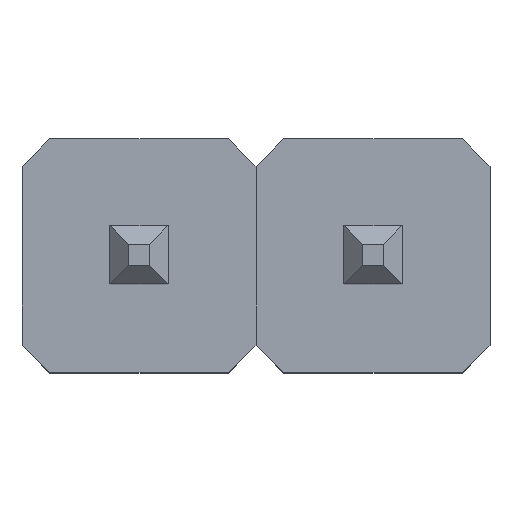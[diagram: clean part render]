
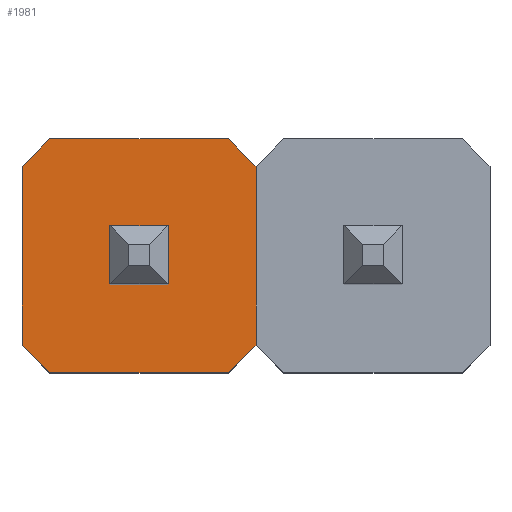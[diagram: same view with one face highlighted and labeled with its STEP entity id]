
A CAD part, top view. The second image highlights one B-rep face of the part: STEP entity #1981.
In plain terms, the highlighted planar face has unit normal (0, 0, 1).
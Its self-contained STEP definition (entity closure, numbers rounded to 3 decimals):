
#1590 = PLANE('',#1591);
#1591 = AXIS2_PLACEMENT_3D('',#1592,#1593,#1594);
#1592 = CARTESIAN_POINT('',(-1.27,1.27,3.7));
#1593 = DIRECTION('',(0.,1.,0.));
#1594 = DIRECTION('',(1.,0.,0.));
#1615 = VERTEX_POINT('',#1616);
#1616 = CARTESIAN_POINT('',(-0.97,1.27,6.2));
#1630 = PLANE('',#1631);
#1631 = AXIS2_PLACEMENT_3D('',#1632,#1633,#1634);
#1632 = CARTESIAN_POINT('',(-1.12,1.12,3.7));
#1633 = DIRECTION('',(-0.707,0.707,0.));
#1634 = DIRECTION('',(-0.,-0.,-1.));
#1642 = EDGE_CURVE('',#1615,#1643,#1645,.T.);
#1643 = VERTEX_POINT('',#1644);
#1644 = CARTESIAN_POINT('',(0.97,1.27,6.2));
#1645 = SURFACE_CURVE('',#1646,(#1650,#1657),.PCURVE_S1.);
#1646 = LINE('',#1647,#1648);
#1647 = CARTESIAN_POINT('',(-1.27,1.27,6.2));
#1648 = VECTOR('',#1649,1.);
#1649 = DIRECTION('',(1.,0.,0.));
#1650 = PCURVE('',#1590,#1651);
#1651 = DEFINITIONAL_REPRESENTATION('',(#1652),#1656);
#1652 = LINE('',#1653,#1654);
#1653 = CARTESIAN_POINT('',(0.,-2.5));
#1654 = VECTOR('',#1655,1.);
#1655 = DIRECTION('',(1.,0.));
#1656 = ( GEOMETRIC_REPRESENTATION_CONTEXT(2) 
PARAMETRIC_REPRESENTATION_CONTEXT() REPRESENTATION_CONTEXT('2D SPACE',''
  ) );
#1657 = PCURVE('',#1658,#1663);
#1658 = PLANE('',#1659);
#1659 = AXIS2_PLACEMENT_3D('',#1660,#1661,#1662);
#1660 = CARTESIAN_POINT('',(-1.27,1.27,6.2));
#1661 = DIRECTION('',(0.,0.,1.));
#1662 = DIRECTION('',(1.,0.,0.));
#1663 = DEFINITIONAL_REPRESENTATION('',(#1664),#1668);
#1664 = LINE('',#1665,#1666);
#1665 = CARTESIAN_POINT('',(0.,0.));
#1666 = VECTOR('',#1667,1.);
#1667 = DIRECTION('',(1.,0.));
#1668 = ( GEOMETRIC_REPRESENTATION_CONTEXT(2) 
PARAMETRIC_REPRESENTATION_CONTEXT() REPRESENTATION_CONTEXT('2D SPACE',''
  ) );
#1684 = PLANE('',#1685);
#1685 = AXIS2_PLACEMENT_3D('',#1686,#1687,#1688);
#1686 = CARTESIAN_POINT('',(1.12,1.12,3.7));
#1687 = DIRECTION('',(0.707,0.707,0.));
#1688 = DIRECTION('',(0.,0.,1.));
#1739 = PLANE('',#1740);
#1740 = AXIS2_PLACEMENT_3D('',#1741,#1742,#1743);
#1741 = CARTESIAN_POINT('',(-1.27,-1.27,3.7));
#1742 = DIRECTION('',(-1.,0.,0.));
#1743 = DIRECTION('',(0.,1.,0.));
#1767 = PLANE('',#1768);
#1768 = AXIS2_PLACEMENT_3D('',#1769,#1770,#1771);
#1769 = CARTESIAN_POINT('',(-1.12,-1.12,3.7));
#1770 = DIRECTION('',(-0.707,-0.707,0.));
#1771 = DIRECTION('',(0.,0.,1.));
#1795 = PLANE('',#1796);
#1796 = AXIS2_PLACEMENT_3D('',#1797,#1798,#1799);
#1797 = CARTESIAN_POINT('',(1.27,-1.27,3.7));
#1798 = DIRECTION('',(0.,-1.,0.));
#1799 = DIRECTION('',(-1.,0.,0.));
#1823 = PLANE('',#1824);
#1824 = AXIS2_PLACEMENT_3D('',#1825,#1826,#1827);
#1825 = CARTESIAN_POINT('',(1.12,-1.12,3.7));
#1826 = DIRECTION('',(0.707,-0.707,0.));
#1827 = DIRECTION('',(0.,0.,1.));
#1851 = PLANE('',#1852);
#1852 = AXIS2_PLACEMENT_3D('',#1853,#1854,#1855);
#1853 = CARTESIAN_POINT('',(1.27,1.27,3.7));
#1854 = DIRECTION('',(1.,0.,0.));
#1855 = DIRECTION('',(0.,-1.,0.));
#1889 = EDGE_CURVE('',#1615,#1890,#1892,.T.);
#1890 = VERTEX_POINT('',#1891);
#1891 = CARTESIAN_POINT('',(-1.27,0.97,6.2));
#1892 = SURFACE_CURVE('',#1893,(#1897,#1904),.PCURVE_S1.);
#1893 = LINE('',#1894,#1895);
#1894 = CARTESIAN_POINT('',(-1.12,1.12,6.2));
#1895 = VECTOR('',#1896,1.);
#1896 = DIRECTION('',(-0.707,-0.707,0.));
#1897 = PCURVE('',#1630,#1898);
#1898 = DEFINITIONAL_REPRESENTATION('',(#1899),#1903);
#1899 = LINE('',#1900,#1901);
#1900 = CARTESIAN_POINT('',(-2.5,0.));
#1901 = VECTOR('',#1902,1.);
#1902 = DIRECTION('',(-0.,1.));
#1903 = ( GEOMETRIC_REPRESENTATION_CONTEXT(2) 
PARAMETRIC_REPRESENTATION_CONTEXT() REPRESENTATION_CONTEXT('2D SPACE',''
  ) );
#1904 = PCURVE('',#1658,#1905);
#1905 = DEFINITIONAL_REPRESENTATION('',(#1906),#1910);
#1906 = LINE('',#1907,#1908);
#1907 = CARTESIAN_POINT('',(0.15,-0.15));
#1908 = VECTOR('',#1909,1.);
#1909 = DIRECTION('',(-0.707,-0.707));
#1910 = ( GEOMETRIC_REPRESENTATION_CONTEXT(2) 
PARAMETRIC_REPRESENTATION_CONTEXT() REPRESENTATION_CONTEXT('2D SPACE',''
  ) );
#1938 = EDGE_CURVE('',#1643,#1939,#1941,.T.);
#1939 = VERTEX_POINT('',#1940);
#1940 = CARTESIAN_POINT('',(1.27,0.97,6.2));
#1941 = SURFACE_CURVE('',#1942,(#1946,#1953),.PCURVE_S1.);
#1942 = LINE('',#1943,#1944);
#1943 = CARTESIAN_POINT('',(0.485,1.755,6.2));
#1944 = VECTOR('',#1945,1.);
#1945 = DIRECTION('',(0.707,-0.707,0.));
#1946 = PCURVE('',#1684,#1947);
#1947 = DEFINITIONAL_REPRESENTATION('',(#1948),#1952);
#1948 = LINE('',#1949,#1950);
#1949 = CARTESIAN_POINT('',(2.5,-0.898));
#1950 = VECTOR('',#1951,1.);
#1951 = DIRECTION('',(0.,1.));
#1952 = ( GEOMETRIC_REPRESENTATION_CONTEXT(2) 
PARAMETRIC_REPRESENTATION_CONTEXT() REPRESENTATION_CONTEXT('2D SPACE',''
  ) );
#1953 = PCURVE('',#1658,#1954);
#1954 = DEFINITIONAL_REPRESENTATION('',(#1955),#1959);
#1955 = LINE('',#1956,#1957);
#1956 = CARTESIAN_POINT('',(1.755,0.485));
#1957 = VECTOR('',#1958,1.);
#1958 = DIRECTION('',(0.707,-0.707));
#1959 = ( GEOMETRIC_REPRESENTATION_CONTEXT(2) 
PARAMETRIC_REPRESENTATION_CONTEXT() REPRESENTATION_CONTEXT('2D SPACE',''
  ) );
#1981 = ADVANCED_FACE('',(#1982),#1658,.T.);
#1982 = FACE_BOUND('',#1983,.T.);
#1983 = EDGE_LOOP('',(#1984,#1985,#1986,#2009,#2032,#2055,#2078,#2099));
#1984 = ORIENTED_EDGE('',*,*,#1642,.F.);
#1985 = ORIENTED_EDGE('',*,*,#1889,.T.);
#1986 = ORIENTED_EDGE('',*,*,#1987,.F.);
#1987 = EDGE_CURVE('',#1988,#1890,#1990,.T.);
#1988 = VERTEX_POINT('',#1989);
#1989 = CARTESIAN_POINT('',(-1.27,-0.97,6.2));
#1990 = SURFACE_CURVE('',#1991,(#1995,#2002),.PCURVE_S1.);
#1991 = LINE('',#1992,#1993);
#1992 = CARTESIAN_POINT('',(-1.27,-1.27,6.2));
#1993 = VECTOR('',#1994,1.);
#1994 = DIRECTION('',(0.,1.,0.));
#1995 = PCURVE('',#1658,#1996);
#1996 = DEFINITIONAL_REPRESENTATION('',(#1997),#2001);
#1997 = LINE('',#1998,#1999);
#1998 = CARTESIAN_POINT('',(0.,-2.54));
#1999 = VECTOR('',#2000,1.);
#2000 = DIRECTION('',(0.,1.));
#2001 = ( GEOMETRIC_REPRESENTATION_CONTEXT(2) 
PARAMETRIC_REPRESENTATION_CONTEXT() REPRESENTATION_CONTEXT('2D SPACE',''
  ) );
#2002 = PCURVE('',#1739,#2003);
#2003 = DEFINITIONAL_REPRESENTATION('',(#2004),#2008);
#2004 = LINE('',#2005,#2006);
#2005 = CARTESIAN_POINT('',(0.,-2.5));
#2006 = VECTOR('',#2007,1.);
#2007 = DIRECTION('',(1.,0.));
#2008 = ( GEOMETRIC_REPRESENTATION_CONTEXT(2) 
PARAMETRIC_REPRESENTATION_CONTEXT() REPRESENTATION_CONTEXT('2D SPACE',''
  ) );
#2009 = ORIENTED_EDGE('',*,*,#2010,.F.);
#2010 = EDGE_CURVE('',#2011,#1988,#2013,.T.);
#2011 = VERTEX_POINT('',#2012);
#2012 = CARTESIAN_POINT('',(-0.97,-1.27,6.2));
#2013 = SURFACE_CURVE('',#2014,(#2018,#2025),.PCURVE_S1.);
#2014 = LINE('',#2015,#2016);
#2015 = CARTESIAN_POINT('',(-1.755,-0.485,6.2));
#2016 = VECTOR('',#2017,1.);
#2017 = DIRECTION('',(-0.707,0.707,0.));
#2018 = PCURVE('',#1658,#2019);
#2019 = DEFINITIONAL_REPRESENTATION('',(#2020),#2024);
#2020 = LINE('',#2021,#2022);
#2021 = CARTESIAN_POINT('',(-0.485,-1.755));
#2022 = VECTOR('',#2023,1.);
#2023 = DIRECTION('',(-0.707,0.707));
#2024 = ( GEOMETRIC_REPRESENTATION_CONTEXT(2) 
PARAMETRIC_REPRESENTATION_CONTEXT() REPRESENTATION_CONTEXT('2D SPACE',''
  ) );
#2025 = PCURVE('',#1767,#2026);
#2026 = DEFINITIONAL_REPRESENTATION('',(#2027),#2031);
#2027 = LINE('',#2028,#2029);
#2028 = CARTESIAN_POINT('',(2.5,0.898));
#2029 = VECTOR('',#2030,1.);
#2030 = DIRECTION('',(0.,1.));
#2031 = ( GEOMETRIC_REPRESENTATION_CONTEXT(2) 
PARAMETRIC_REPRESENTATION_CONTEXT() REPRESENTATION_CONTEXT('2D SPACE',''
  ) );
#2032 = ORIENTED_EDGE('',*,*,#2033,.F.);
#2033 = EDGE_CURVE('',#2034,#2011,#2036,.T.);
#2034 = VERTEX_POINT('',#2035);
#2035 = CARTESIAN_POINT('',(0.97,-1.27,6.2));
#2036 = SURFACE_CURVE('',#2037,(#2041,#2048),.PCURVE_S1.);
#2037 = LINE('',#2038,#2039);
#2038 = CARTESIAN_POINT('',(1.27,-1.27,6.2));
#2039 = VECTOR('',#2040,1.);
#2040 = DIRECTION('',(-1.,0.,0.));
#2041 = PCURVE('',#1658,#2042);
#2042 = DEFINITIONAL_REPRESENTATION('',(#2043),#2047);
#2043 = LINE('',#2044,#2045);
#2044 = CARTESIAN_POINT('',(2.54,-2.54));
#2045 = VECTOR('',#2046,1.);
#2046 = DIRECTION('',(-1.,0.));
#2047 = ( GEOMETRIC_REPRESENTATION_CONTEXT(2) 
PARAMETRIC_REPRESENTATION_CONTEXT() REPRESENTATION_CONTEXT('2D SPACE',''
  ) );
#2048 = PCURVE('',#1795,#2049);
#2049 = DEFINITIONAL_REPRESENTATION('',(#2050),#2054);
#2050 = LINE('',#2051,#2052);
#2051 = CARTESIAN_POINT('',(0.,-2.5));
#2052 = VECTOR('',#2053,1.);
#2053 = DIRECTION('',(1.,0.));
#2054 = ( GEOMETRIC_REPRESENTATION_CONTEXT(2) 
PARAMETRIC_REPRESENTATION_CONTEXT() REPRESENTATION_CONTEXT('2D SPACE',''
  ) );
#2055 = ORIENTED_EDGE('',*,*,#2056,.F.);
#2056 = EDGE_CURVE('',#2057,#2034,#2059,.T.);
#2057 = VERTEX_POINT('',#2058);
#2058 = CARTESIAN_POINT('',(1.27,-0.97,6.2));
#2059 = SURFACE_CURVE('',#2060,(#2064,#2071),.PCURVE_S1.);
#2060 = LINE('',#2061,#2062);
#2061 = CARTESIAN_POINT('',(1.12,-1.12,6.2));
#2062 = VECTOR('',#2063,1.);
#2063 = DIRECTION('',(-0.707,-0.707,0.));
#2064 = PCURVE('',#1658,#2065);
#2065 = DEFINITIONAL_REPRESENTATION('',(#2066),#2070);
#2066 = LINE('',#2067,#2068);
#2067 = CARTESIAN_POINT('',(2.39,-2.39));
#2068 = VECTOR('',#2069,1.);
#2069 = DIRECTION('',(-0.707,-0.707));
#2070 = ( GEOMETRIC_REPRESENTATION_CONTEXT(2) 
PARAMETRIC_REPRESENTATION_CONTEXT() REPRESENTATION_CONTEXT('2D SPACE',''
  ) );
#2071 = PCURVE('',#1823,#2072);
#2072 = DEFINITIONAL_REPRESENTATION('',(#2073),#2077);
#2073 = LINE('',#2074,#2075);
#2074 = CARTESIAN_POINT('',(2.5,0.));
#2075 = VECTOR('',#2076,1.);
#2076 = DIRECTION('',(0.,1.));
#2077 = ( GEOMETRIC_REPRESENTATION_CONTEXT(2) 
PARAMETRIC_REPRESENTATION_CONTEXT() REPRESENTATION_CONTEXT('2D SPACE',''
  ) );
#2078 = ORIENTED_EDGE('',*,*,#2079,.F.);
#2079 = EDGE_CURVE('',#1939,#2057,#2080,.T.);
#2080 = SURFACE_CURVE('',#2081,(#2085,#2092),.PCURVE_S1.);
#2081 = LINE('',#2082,#2083);
#2082 = CARTESIAN_POINT('',(1.27,1.27,6.2));
#2083 = VECTOR('',#2084,1.);
#2084 = DIRECTION('',(0.,-1.,0.));
#2085 = PCURVE('',#1658,#2086);
#2086 = DEFINITIONAL_REPRESENTATION('',(#2087),#2091);
#2087 = LINE('',#2088,#2089);
#2088 = CARTESIAN_POINT('',(2.54,0.));
#2089 = VECTOR('',#2090,1.);
#2090 = DIRECTION('',(0.,-1.));
#2091 = ( GEOMETRIC_REPRESENTATION_CONTEXT(2) 
PARAMETRIC_REPRESENTATION_CONTEXT() REPRESENTATION_CONTEXT('2D SPACE',''
  ) );
#2092 = PCURVE('',#1851,#2093);
#2093 = DEFINITIONAL_REPRESENTATION('',(#2094),#2098);
#2094 = LINE('',#2095,#2096);
#2095 = CARTESIAN_POINT('',(0.,-2.5));
#2096 = VECTOR('',#2097,1.);
#2097 = DIRECTION('',(1.,0.));
#2098 = ( GEOMETRIC_REPRESENTATION_CONTEXT(2) 
PARAMETRIC_REPRESENTATION_CONTEXT() REPRESENTATION_CONTEXT('2D SPACE',''
  ) );
#2099 = ORIENTED_EDGE('',*,*,#1938,.F.);
